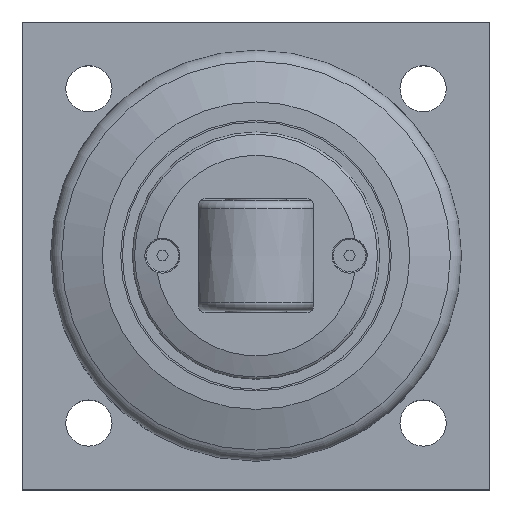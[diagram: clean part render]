
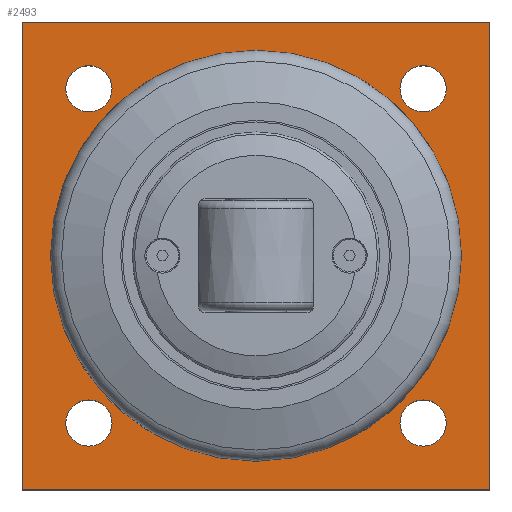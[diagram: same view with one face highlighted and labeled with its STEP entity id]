
A CAD part, top view. The second image highlights one B-rep face of the part: STEP entity #2493.
In plain terms, the highlighted planar face has unit normal (0, 0, 1).
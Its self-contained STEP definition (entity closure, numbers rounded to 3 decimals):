
#79=FACE_BOUND('',#439,.T.);
#80=FACE_BOUND('',#440,.T.);
#81=FACE_BOUND('',#441,.T.);
#82=FACE_BOUND('',#442,.T.);
#83=FACE_BOUND('',#443,.T.);
#147=PLANE('',#2790);
#281=FACE_OUTER_BOUND('',#438,.T.);
#438=EDGE_LOOP('',(#2100,#2101,#2102,#2103));
#439=EDGE_LOOP('',(#2104));
#440=EDGE_LOOP('',(#2105,#2106));
#441=EDGE_LOOP('',(#2107,#2108));
#442=EDGE_LOOP('',(#2109,#2110));
#443=EDGE_LOOP('',(#2111,#2112));
#583=LINE('',#4708,#712);
#587=LINE('',#4716,#716);
#590=LINE('',#4722,#719);
#593=LINE('',#4727,#722);
#712=VECTOR('',#3466,10.);
#716=VECTOR('',#3472,10.);
#719=VECTOR('',#3477,10.);
#722=VECTOR('',#3482,10.);
#867=CIRCLE('',#2766,39.5);
#870=CIRCLE('',#2771,6.918);
#871=CIRCLE('',#2772,6.918);
#873=CIRCLE('',#2775,6.918);
#874=CIRCLE('',#2776,6.918);
#876=CIRCLE('',#2779,6.918);
#877=CIRCLE('',#2780,6.918);
#879=CIRCLE('',#2783,6.918);
#880=CIRCLE('',#2784,6.918);
#1109=VERTEX_POINT('',#4665);
#1112=VERTEX_POINT('',#4674);
#1113=VERTEX_POINT('',#4675);
#1115=VERTEX_POINT('',#4682);
#1116=VERTEX_POINT('',#4683);
#1118=VERTEX_POINT('',#4690);
#1119=VERTEX_POINT('',#4691);
#1121=VERTEX_POINT('',#4698);
#1122=VERTEX_POINT('',#4699);
#1124=VERTEX_POINT('',#4706);
#1125=VERTEX_POINT('',#4707);
#1128=VERTEX_POINT('',#4715);
#1130=VERTEX_POINT('',#4721);
#1439=EDGE_CURVE('',#1109,#1109,#867,.T.);
#1442=EDGE_CURVE('',#1112,#1113,#870,.T.);
#1443=EDGE_CURVE('',#1113,#1112,#871,.T.);
#1446=EDGE_CURVE('',#1115,#1116,#873,.T.);
#1447=EDGE_CURVE('',#1116,#1115,#874,.T.);
#1450=EDGE_CURVE('',#1118,#1119,#876,.T.);
#1451=EDGE_CURVE('',#1119,#1118,#877,.T.);
#1454=EDGE_CURVE('',#1121,#1122,#879,.T.);
#1455=EDGE_CURVE('',#1122,#1121,#880,.T.);
#1458=EDGE_CURVE('',#1124,#1125,#583,.T.);
#1462=EDGE_CURVE('',#1125,#1128,#587,.T.);
#1465=EDGE_CURVE('',#1128,#1130,#590,.T.);
#1468=EDGE_CURVE('',#1130,#1124,#593,.T.);
#2100=ORIENTED_EDGE('',*,*,#1458,.F.);
#2101=ORIENTED_EDGE('',*,*,#1468,.F.);
#2102=ORIENTED_EDGE('',*,*,#1465,.F.);
#2103=ORIENTED_EDGE('',*,*,#1462,.F.);
#2104=ORIENTED_EDGE('',*,*,#1439,.T.);
#2105=ORIENTED_EDGE('',*,*,#1442,.T.);
#2106=ORIENTED_EDGE('',*,*,#1443,.T.);
#2107=ORIENTED_EDGE('',*,*,#1446,.T.);
#2108=ORIENTED_EDGE('',*,*,#1447,.T.);
#2109=ORIENTED_EDGE('',*,*,#1450,.T.);
#2110=ORIENTED_EDGE('',*,*,#1451,.T.);
#2111=ORIENTED_EDGE('',*,*,#1454,.T.);
#2112=ORIENTED_EDGE('',*,*,#1455,.T.);
#2493=ADVANCED_FACE('',(#281,#79,#80,#81,#82,#83),#147,.T.);
#2766=AXIS2_PLACEMENT_3D('',#4667,#3420,#3421);
#2771=AXIS2_PLACEMENT_3D('',#4676,#3430,#3431);
#2772=AXIS2_PLACEMENT_3D('',#4677,#3432,#3433);
#2775=AXIS2_PLACEMENT_3D('',#4684,#3439,#3440);
#2776=AXIS2_PLACEMENT_3D('',#4685,#3441,#3442);
#2779=AXIS2_PLACEMENT_3D('',#4692,#3448,#3449);
#2780=AXIS2_PLACEMENT_3D('',#4693,#3450,#3451);
#2783=AXIS2_PLACEMENT_3D('',#4700,#3457,#3458);
#2784=AXIS2_PLACEMENT_3D('',#4701,#3459,#3460);
#2790=AXIS2_PLACEMENT_3D('',#4729,#3484,#3485);
#3420=DIRECTION('center_axis',(0.,0.,-1.));
#3421=DIRECTION('ref_axis',(-1.,0.,0.));
#3430=DIRECTION('center_axis',(0.,0.,-1.));
#3431=DIRECTION('ref_axis',(1.,0.,0.));
#3432=DIRECTION('center_axis',(0.,0.,-1.));
#3433=DIRECTION('ref_axis',(1.,0.,0.));
#3439=DIRECTION('center_axis',(0.,0.,-1.));
#3440=DIRECTION('ref_axis',(1.,0.,0.));
#3441=DIRECTION('center_axis',(0.,0.,-1.));
#3442=DIRECTION('ref_axis',(1.,0.,0.));
#3448=DIRECTION('center_axis',(0.,0.,-1.));
#3449=DIRECTION('ref_axis',(1.,0.,0.));
#3450=DIRECTION('center_axis',(0.,0.,-1.));
#3451=DIRECTION('ref_axis',(1.,0.,0.));
#3457=DIRECTION('center_axis',(0.,0.,-1.));
#3458=DIRECTION('ref_axis',(1.,0.,0.));
#3459=DIRECTION('center_axis',(0.,0.,-1.));
#3460=DIRECTION('ref_axis',(1.,0.,0.));
#3466=DIRECTION('',(0.,1.,0.));
#3472=DIRECTION('',(1.,0.,0.));
#3477=DIRECTION('',(0.,-1.,0.));
#3482=DIRECTION('',(-1.,0.,0.));
#3484=DIRECTION('center_axis',(0.,0.,1.));
#3485=DIRECTION('ref_axis',(1.,0.,0.));
#4665=CARTESIAN_POINT('',(109.5,70.,20.));
#4667=CARTESIAN_POINT('Origin',(70.,70.,20.));
#4674=CARTESIAN_POINT('',(26.917,20.,20.));
#4675=CARTESIAN_POINT('',(13.082,20.,20.));
#4676=CARTESIAN_POINT('Origin',(20.,20.,20.));
#4677=CARTESIAN_POINT('Origin',(20.,20.,20.));
#4682=CARTESIAN_POINT('',(126.918,20.,20.));
#4683=CARTESIAN_POINT('',(113.083,20.,20.));
#4684=CARTESIAN_POINT('Origin',(120.,20.,20.));
#4685=CARTESIAN_POINT('Origin',(120.,20.,20.));
#4690=CARTESIAN_POINT('',(126.918,120.,20.));
#4691=CARTESIAN_POINT('',(113.083,120.,20.));
#4692=CARTESIAN_POINT('Origin',(120.,120.,20.));
#4693=CARTESIAN_POINT('Origin',(120.,120.,20.));
#4698=CARTESIAN_POINT('',(26.917,120.,20.));
#4699=CARTESIAN_POINT('',(13.082,120.,20.));
#4700=CARTESIAN_POINT('Origin',(20.,120.,20.));
#4701=CARTESIAN_POINT('Origin',(20.,120.,20.));
#4706=CARTESIAN_POINT('',(0.,0.,20.));
#4707=CARTESIAN_POINT('',(0.,140.,20.));
#4708=CARTESIAN_POINT('',(0.,140.,20.));
#4715=CARTESIAN_POINT('',(140.,140.,20.));
#4716=CARTESIAN_POINT('',(140.,140.,20.));
#4721=CARTESIAN_POINT('',(140.,0.,20.));
#4722=CARTESIAN_POINT('',(140.,0.,20.));
#4727=CARTESIAN_POINT('',(0.,0.,20.));
#4729=CARTESIAN_POINT('Origin',(70.,70.,20.));
